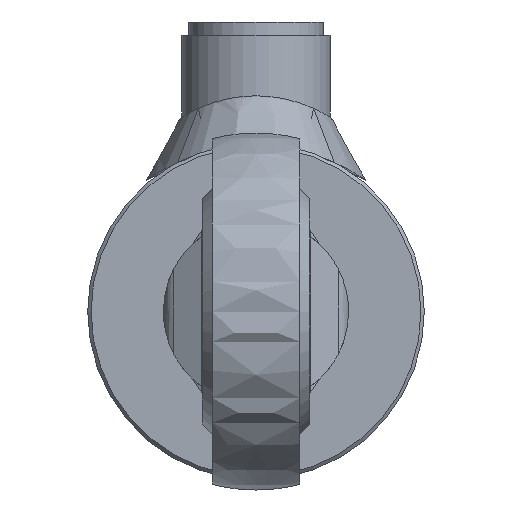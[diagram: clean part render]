
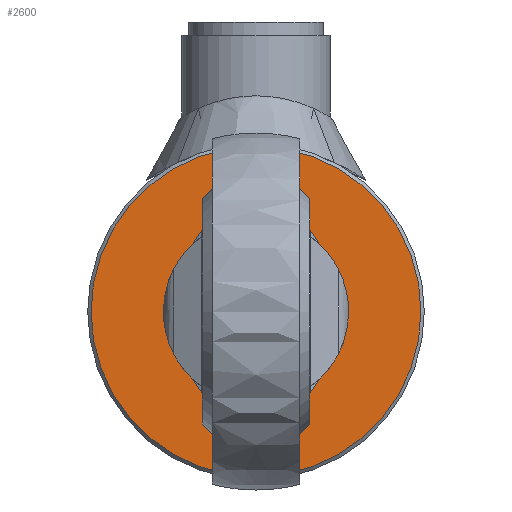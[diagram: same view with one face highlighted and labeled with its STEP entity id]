
A CAD part, left-side view. The second image highlights one B-rep face of the part: STEP entity #2600.
In plain terms, the highlighted planar face has unit normal (-1, 0, 0).
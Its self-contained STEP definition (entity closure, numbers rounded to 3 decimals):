
#780=ORIENTED_EDGE('',*,*,#1094,.T.);
#1094=EDGE_CURVE('',#1346,#1346,#1538,.T.);
#1346=VERTEX_POINT('',#6743);
#1538=CIRCLE('',#3386,24.5);
#1903=EDGE_LOOP('',(#780));
#2302=FACE_BOUND('',#1903,.T.);
#2407=PLANE('',#3385);
#2600=ADVANCED_FACE('',(#2302),#2407,.T.);
#3385=AXIS2_PLACEMENT_3D('',#6741,#4154,#4155);
#3386=AXIS2_PLACEMENT_3D('',#6742,#4156,#4157);
#4154=DIRECTION('',(-1.,0.,0.));
#4155=DIRECTION('',(0.,1.,0.));
#4156=DIRECTION('',(-1.,0.,0.));
#4157=DIRECTION('',(0.,1.,0.));
#6741=CARTESIAN_POINT('',(-400.,0.,0.));
#6742=CARTESIAN_POINT('',(-400.,0.,0.));
#6743=CARTESIAN_POINT('',(-400.,24.5,0.));
